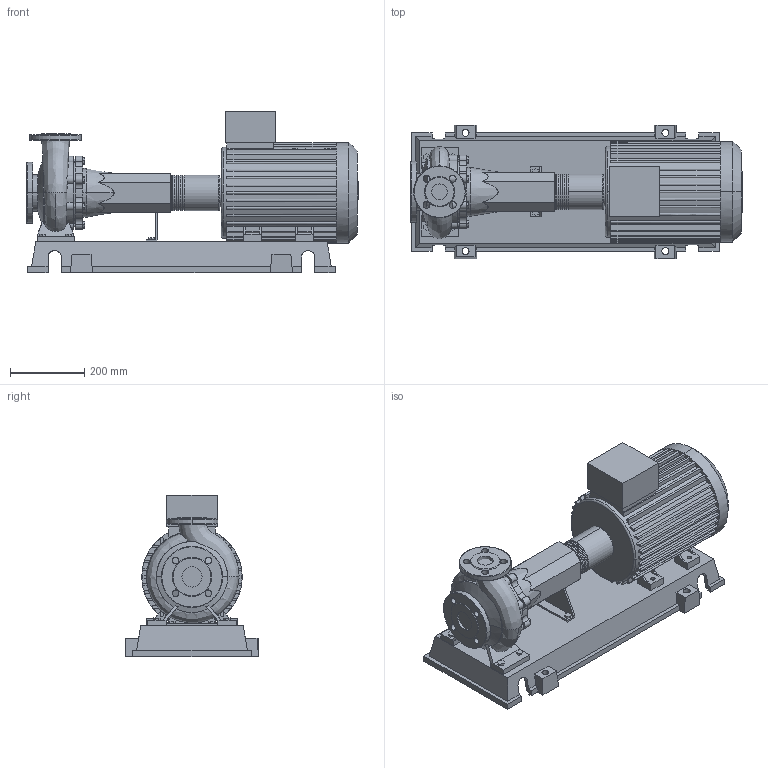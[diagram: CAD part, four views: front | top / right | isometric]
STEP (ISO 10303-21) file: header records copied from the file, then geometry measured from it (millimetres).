
FILE_DESCRIPTION((''),'2;1');
FILE_NAME('3d_NL32_160B-5.5-2-05-4110559.stp','2015-03-03T07:33:55',(''),(''),'Mechanical Desktop 2009','Mechanical Desktop 2009',', , ');
FILE_SCHEMA(('CONFIG_CONTROL_DESIGN'));
Length unit declared in the file: millimetre
Products named in the file (1): Product
Bounding box: 897 x 360 x 435 mm (x, y, z)
Volume: 33741963.1 mm3; surface area: 2136345.9 mm2
Topology: 11 solids, 11 shells, 789 faces, 2124 edges, 1401 vertices
Faces by surface type: plane 408, cylinder 189, bspline 172, cone 10, torus 10
Entity records: 28581 total; most frequent: CARTESIAN_POINT 8837, ORIENTED_EDGE 4250, DIRECTION 3859, EDGE_CURVE 2125, VERTEX_POINT 1398, VECTOR 1359, LINE 1359, AXIS2_PLACEMENT_3D 1250
